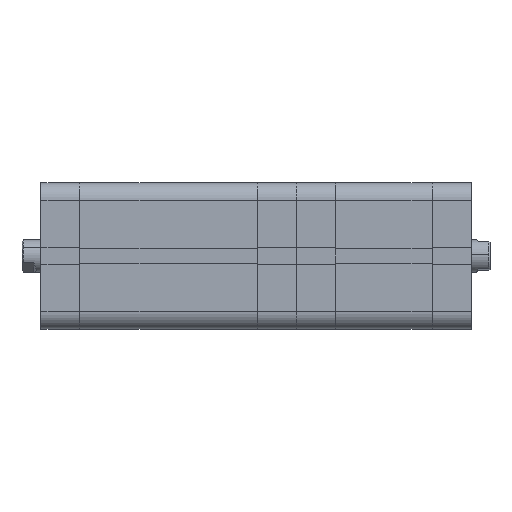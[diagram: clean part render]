
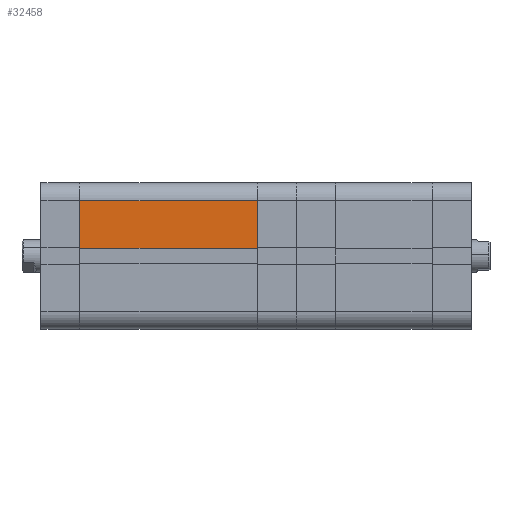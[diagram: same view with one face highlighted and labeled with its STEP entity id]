
A CAD part, front view. The second image highlights one B-rep face of the part: STEP entity #32458.
In plain terms, the highlighted planar face has unit normal (0, -1, 0).
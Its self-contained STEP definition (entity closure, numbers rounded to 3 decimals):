
#582 = EDGE_CURVE ( 'NONE', #23109, #34777, #9120, .T. ) ;
#3258 = EDGE_CURVE ( 'NONE', #34777, #9912, #24424, .T. ) ;
#3386 = DIRECTION ( 'NONE',  ( 0., 0., -1. ) ) ;
#4090 = DIRECTION ( 'NONE',  ( -1., 0., 0. ) ) ;
#4184 = CARTESIAN_POINT ( 'NONE',  ( 66., -27.25, -27.25 ) ) ;
#5711 = CARTESIAN_POINT ( 'NONE',  ( 0., -27.25, -2.8 ) ) ;
#6990 = CARTESIAN_POINT ( 'NONE',  ( 66., -27.25, -20.45 ) ) ;
#7140 = DIRECTION ( 'NONE',  ( 0., 0., -1. ) ) ;
#7368 = DIRECTION ( 'NONE',  ( 1., 0., 0. ) ) ;
#7807 = EDGE_CURVE ( 'NONE', #23109, #13600, #28672, .T. ) ;
#9120 = LINE ( 'NONE', #29556, #10857 ) ;
#9912 = VERTEX_POINT ( 'NONE', #33516 ) ;
#9955 = DIRECTION ( 'NONE',  ( 0., 0., 1. ) ) ;
#10857 = VECTOR ( 'NONE', #4090, 1000. ) ;
#11080 = EDGE_LOOP ( 'NONE', ( #36338, #11618, #27206, #19012 ) ) ;
#11618 = ORIENTED_EDGE ( 'NONE', *, *, #3258, .T. ) ;
#13600 = VERTEX_POINT ( 'NONE', #14521 ) ;
#14521 = CARTESIAN_POINT ( 'NONE',  ( 66., -27.25, -20.45 ) ) ;
#14753 = CARTESIAN_POINT ( 'NONE',  ( 66., -27.25, -27.25 ) ) ;
#15534 = DIRECTION ( 'NONE',  ( 0., 1., 0. ) ) ;
#18316 = FACE_OUTER_BOUND ( 'NONE', #11080, .T. ) ;
#18452 = EDGE_CURVE ( 'NONE', #9912, #13600, #24274, .T. ) ;
#19012 = ORIENTED_EDGE ( 'NONE', *, *, #7807, .F. ) ;
#22967 = AXIS2_PLACEMENT_3D ( 'NONE', #4184, #15534, #9955 ) ;
#23109 = VERTEX_POINT ( 'NONE', #35497 ) ;
#24237 = CARTESIAN_POINT ( 'NONE',  ( 0., -27.25, -27.25 ) ) ;
#24274 = LINE ( 'NONE', #6990, #30116 ) ;
#24275 = VECTOR ( 'NONE', #3386, 1000. ) ;
#24424 = LINE ( 'NONE', #24237, #25852 ) ;
#25852 = VECTOR ( 'NONE', #7140, 1000. ) ;
#27206 = ORIENTED_EDGE ( 'NONE', *, *, #18452, .T. ) ;
#28672 = LINE ( 'NONE', #14753, #24275 ) ;
#29556 = CARTESIAN_POINT ( 'NONE',  ( 66.001, -27.25, -2.8 ) ) ;
#29647 = PLANE ( 'NONE',  #22967 ) ;
#30116 = VECTOR ( 'NONE', #7368, 1000. ) ;
#32458 = ADVANCED_FACE ( 'NONE', ( #18316 ), #29647, .F. ) ;
#33516 = CARTESIAN_POINT ( 'NONE',  ( 0., -27.25, -20.45 ) ) ;
#34777 = VERTEX_POINT ( 'NONE', #5711 ) ;
#35497 = CARTESIAN_POINT ( 'NONE',  ( 66., -27.25, -2.8 ) ) ;
#36338 = ORIENTED_EDGE ( 'NONE', *, *, #582, .T. ) ;
